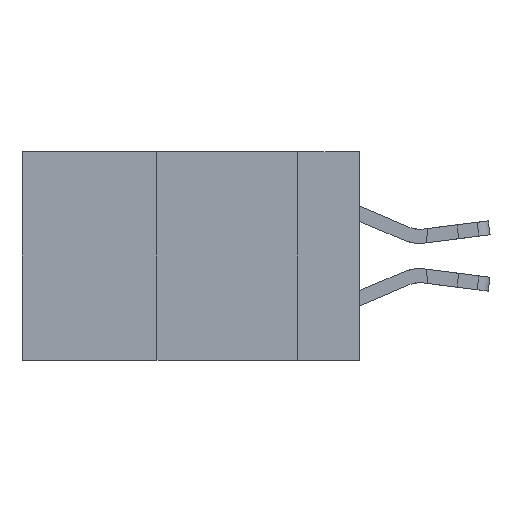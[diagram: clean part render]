
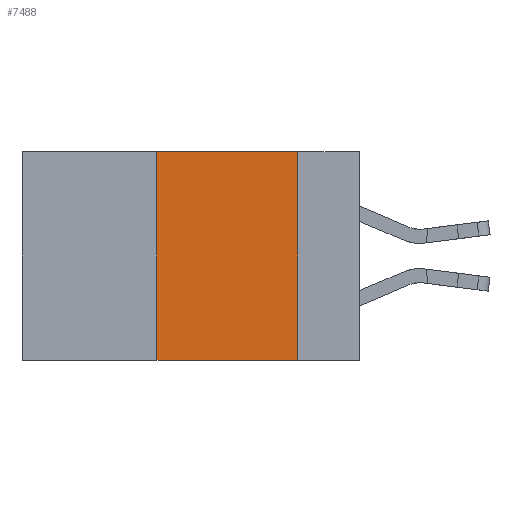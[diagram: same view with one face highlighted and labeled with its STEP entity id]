
A CAD part, left-side view. The second image highlights one B-rep face of the part: STEP entity #7488.
In plain terms, the highlighted planar face has unit normal (-1, 0, 0).
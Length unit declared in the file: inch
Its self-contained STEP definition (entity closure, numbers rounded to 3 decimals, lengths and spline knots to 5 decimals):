
#194 = VERTEX_POINT ( 'NONE', #2993 ) ;
#292 = CARTESIAN_POINT ( 'NONE',  ( 0., 0.11, 0. ) ) ;
#704 = FACE_OUTER_BOUND ( 'NONE', #7980, .T. ) ;
#981 = CARTESIAN_POINT ( 'NONE',  ( 0., 0.36, 0. ) ) ;
#1280 = VECTOR ( 'NONE', #10570, 39.37008 ) ;
#1460 = CARTESIAN_POINT ( 'NONE',  ( 0., 0.11, 0. ) ) ;
#2993 = CARTESIAN_POINT ( 'NONE',  ( 0., 0.11, -0.37 ) ) ;
#3119 = ORIENTED_EDGE ( 'NONE', *, *, #6117, .T. ) ;
#3864 = VECTOR ( 'NONE', #15802, 39.37008 ) ;
#4681 = CARTESIAN_POINT ( 'NONE',  ( 0., 0.36, 0. ) ) ;
#6086 = ORIENTED_EDGE ( 'NONE', *, *, #22145, .F. ) ;
#6117 = EDGE_CURVE ( 'NONE', #20144, #194, #20156, .T. ) ;
#7488 = ADVANCED_FACE ( 'NONE', ( #704 ), #21554, .F. ) ;
#7589 = CARTESIAN_POINT ( 'NONE',  ( 0., 0.6, 0. ) ) ;
#7980 = EDGE_LOOP ( 'NONE', ( #17724, #10622, #6086, #3119 ) ) ;
#10122 = VERTEX_POINT ( 'NONE', #1460 ) ;
#10392 = CARTESIAN_POINT ( 'NONE',  ( 0., 0.6, -0.37 ) ) ;
#10570 = DIRECTION ( 'NONE',  ( 0., -1., 0. ) ) ;
#10622 = ORIENTED_EDGE ( 'NONE', *, *, #22247, .F. ) ;
#11149 = VERTEX_POINT ( 'NONE', #981 ) ;
#11639 = EDGE_CURVE ( 'NONE', #10122, #194, #20999, .T. ) ;
#11666 = DIRECTION ( 'NONE',  ( 0., 0., 1. ) ) ;
#12200 = AXIS2_PLACEMENT_3D ( 'NONE', #7589, #17997, #14366 ) ;
#13807 = CARTESIAN_POINT ( 'NONE',  ( 0., 0.6, 0. ) ) ;
#14366 = DIRECTION ( 'NONE',  ( 0., 0., -1. ) ) ;
#14402 = DIRECTION ( 'NONE',  ( 0., 0., -1. ) ) ;
#15802 = DIRECTION ( 'NONE',  ( 0., -1., 0. ) ) ;
#17059 = LINE ( 'NONE', #4681, #19292 ) ;
#17724 = ORIENTED_EDGE ( 'NONE', *, *, #11639, .F. ) ;
#17997 = DIRECTION ( 'NONE',  ( 1., 0., 0. ) ) ;
#19292 = VECTOR ( 'NONE', #11666, 39.37008 ) ;
#19354 = VECTOR ( 'NONE', #14402, 39.37008 ) ;
#20144 = VERTEX_POINT ( 'NONE', #22561 ) ;
#20156 = LINE ( 'NONE', #10392, #3864 ) ;
#20999 = LINE ( 'NONE', #292, #19354 ) ;
#21554 = PLANE ( 'NONE',  #12200 ) ;
#22145 = EDGE_CURVE ( 'NONE', #20144, #11149, #17059, .T. ) ;
#22247 = EDGE_CURVE ( 'NONE', #11149, #10122, #22869, .T. ) ;
#22561 = CARTESIAN_POINT ( 'NONE',  ( 0., 0.36, -0.37 ) ) ;
#22869 = LINE ( 'NONE', #13807, #1280 ) ;
